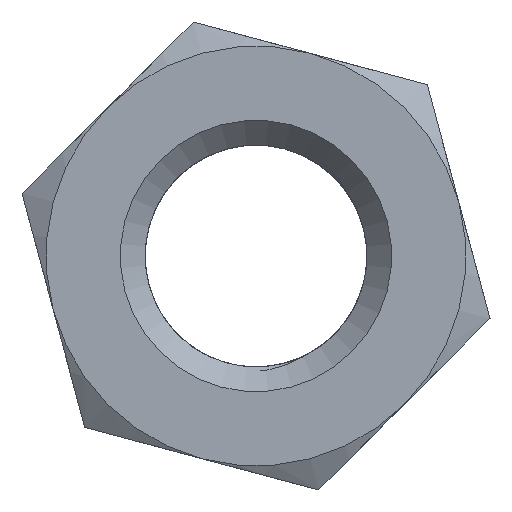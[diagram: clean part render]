
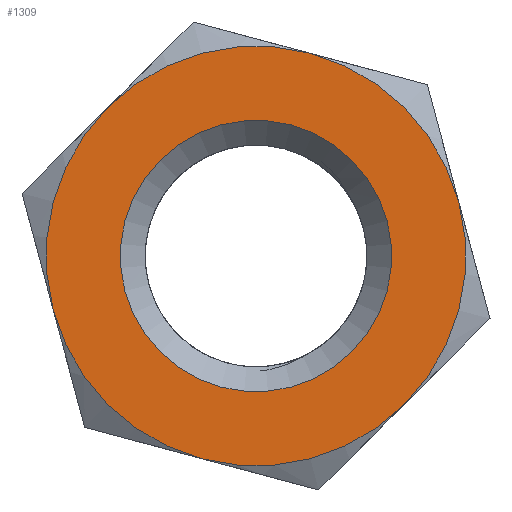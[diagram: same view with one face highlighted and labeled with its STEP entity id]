
A CAD part, left-side view. The second image highlights one B-rep face of the part: STEP entity #1309.
In plain terms, the highlighted planar face has unit normal (-1, 0, 0).
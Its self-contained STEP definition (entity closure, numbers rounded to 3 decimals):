
#39=FACE_BOUND('',#199,.T.);
#59=PLANE('',#1406);
#122=FACE_OUTER_BOUND('',#198,.T.);
#198=EDGE_LOOP('',(#1112,#1113,#1114,#1115,#1116,#1117));
#199=EDGE_LOOP('',(#1118));
#332=CIRCLE('',#1405,2.587);
#333=CIRCLE('',#1407,4.);
#334=CIRCLE('',#1408,4.);
#335=CIRCLE('',#1409,4.);
#336=CIRCLE('',#1410,4.);
#337=CIRCLE('',#1411,4.);
#338=CIRCLE('',#1412,4.);
#563=VERTEX_POINT('',#5091);
#564=VERTEX_POINT('',#5095);
#565=VERTEX_POINT('',#5096);
#566=VERTEX_POINT('',#5098);
#567=VERTEX_POINT('',#5100);
#568=VERTEX_POINT('',#5102);
#569=VERTEX_POINT('',#5104);
#749=EDGE_CURVE('',#563,#563,#332,.T.);
#750=EDGE_CURVE('',#564,#565,#333,.T.);
#751=EDGE_CURVE('',#565,#566,#334,.T.);
#752=EDGE_CURVE('',#566,#567,#335,.T.);
#753=EDGE_CURVE('',#567,#568,#336,.T.);
#754=EDGE_CURVE('',#568,#569,#337,.T.);
#755=EDGE_CURVE('',#569,#564,#338,.T.);
#1112=ORIENTED_EDGE('',*,*,#750,.T.);
#1113=ORIENTED_EDGE('',*,*,#751,.T.);
#1114=ORIENTED_EDGE('',*,*,#752,.T.);
#1115=ORIENTED_EDGE('',*,*,#753,.T.);
#1116=ORIENTED_EDGE('',*,*,#754,.T.);
#1117=ORIENTED_EDGE('',*,*,#755,.T.);
#1118=ORIENTED_EDGE('',*,*,#749,.T.);
#1309=ADVANCED_FACE('',(#122,#39),#59,.T.);
#1405=AXIS2_PLACEMENT_3D('',#5093,#1613,#1614);
#1406=AXIS2_PLACEMENT_3D('',#5094,#1615,#1616);
#1407=AXIS2_PLACEMENT_3D('',#5097,#1617,#1618);
#1408=AXIS2_PLACEMENT_3D('',#5099,#1619,#1620);
#1409=AXIS2_PLACEMENT_3D('',#5101,#1621,#1622);
#1410=AXIS2_PLACEMENT_3D('',#5103,#1623,#1624);
#1411=AXIS2_PLACEMENT_3D('',#5105,#1625,#1626);
#1412=AXIS2_PLACEMENT_3D('',#5106,#1627,#1628);
#1613=DIRECTION('center_axis',(1.,0.,0.));
#1614=DIRECTION('ref_axis',(0.,0.259,-0.966));
#1615=DIRECTION('center_axis',(-1.,0.,0.));
#1616=DIRECTION('ref_axis',(0.,-0.259,0.966));
#1617=DIRECTION('center_axis',(-1.,0.,0.));
#1618=DIRECTION('ref_axis',(0.,-0.259,0.966));
#1619=DIRECTION('center_axis',(-1.,0.,0.));
#1620=DIRECTION('ref_axis',(0.,-0.259,0.966));
#1621=DIRECTION('center_axis',(-1.,0.,0.));
#1622=DIRECTION('ref_axis',(0.,-0.259,0.966));
#1623=DIRECTION('center_axis',(-1.,0.,0.));
#1624=DIRECTION('ref_axis',(0.,-0.259,0.966));
#1625=DIRECTION('center_axis',(-1.,0.,0.));
#1626=DIRECTION('ref_axis',(0.,-0.259,0.966));
#1627=DIRECTION('center_axis',(-1.,0.,0.));
#1628=DIRECTION('ref_axis',(0.,-0.259,0.966));
#5091=CARTESIAN_POINT('',(18.55,-24.178,-20.998));
#5093=CARTESIAN_POINT('Origin',(18.55,-23.509,-23.496));
#5094=CARTESIAN_POINT('Origin',(18.55,-23.509,-23.496));
#5095=CARTESIAN_POINT('',(18.55,-19.645,-24.532));
#5096=CARTESIAN_POINT('',(18.55,-22.474,-27.36));
#5097=CARTESIAN_POINT('Origin',(18.55,-23.509,-23.496));
#5098=CARTESIAN_POINT('',(18.55,-26.337,-26.325));
#5099=CARTESIAN_POINT('Origin',(18.55,-23.509,-23.496));
#5100=CARTESIAN_POINT('',(18.55,-27.373,-22.461));
#5101=CARTESIAN_POINT('Origin',(18.55,-23.509,-23.496));
#5102=CARTESIAN_POINT('',(18.55,-24.544,-19.633));
#5103=CARTESIAN_POINT('Origin',(18.55,-23.509,-23.496));
#5104=CARTESIAN_POINT('',(18.55,-20.68,-20.668));
#5105=CARTESIAN_POINT('Origin',(18.55,-23.509,-23.496));
#5106=CARTESIAN_POINT('Origin',(18.55,-23.509,-23.496));
